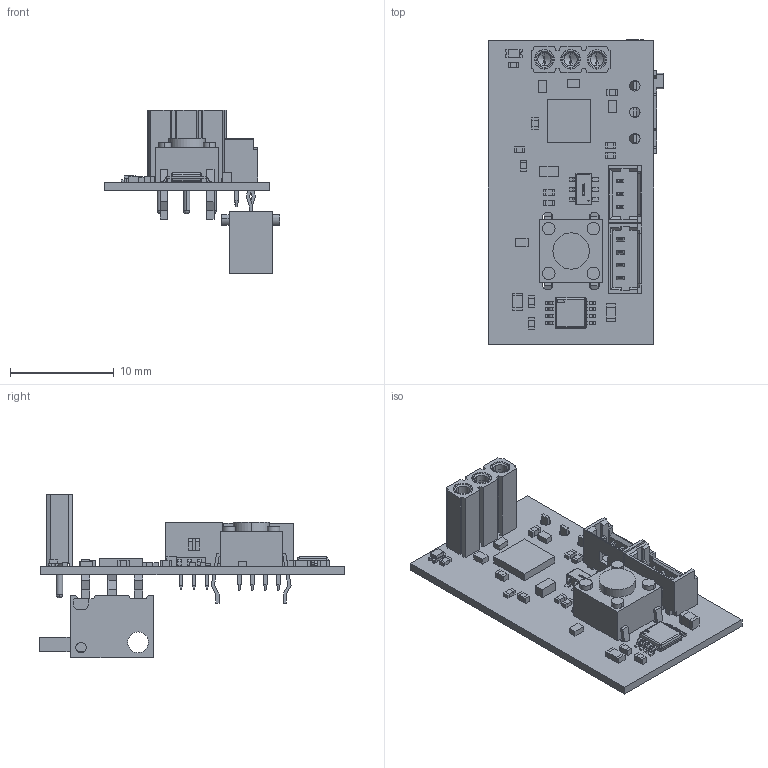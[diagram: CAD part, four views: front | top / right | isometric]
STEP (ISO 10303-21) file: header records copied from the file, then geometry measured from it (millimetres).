
FILE_DESCRIPTION(('Open CASCADE Model'),'2;1');
FILE_NAME('Open CASCADE Shape Model','2020-03-20T19:44:36',('Author'),( 'Open CASCADE'),'Open CASCADE STEP processor 6.8','Open CASCADE 6.8' ,'Unknown');
FILE_SCHEMA(('AUTOMOTIVE_DESIGN { 1 0 10303 214 1 1 1 1 }'));
Length unit declared in the file: millimetre
Products named in the file (80): PCB; Board; Open CASCADE STEP translator 6.8 1.1.1; R5; 6020078048; Extruded; 6020077648; F1; 6020077168; 6020076768; C1; 6020075488; 6020075008; D4; 6020076288; D3; D2; 6020076048; D5; LED1; WL-SMCW_0603_LED; housing; cover; base; Polarity_Mark; U1; 6020072688; D1; SOT475-SC74; R4; R1; R2; R3; J2; 530470310; Open CASCADE STEP translator 6.8 1.16.1.1; Open CASCADE STEP translator 6.8 1.16.1.2; J3; 530470410; Open CASCADE STEP translator 6.8 1.17.1.1 ...
Assembly tree (121 placements, depth 4):
  PCB
    Board
      Open CASCADE STEP translator 6.8 1.1.1
    R5
      6020078048  x2
        Extruded
      6020077648
        Extruded
    F1
      6020077168  x2
        Extruded
      6020076768
        Extruded
    C1
      6020075488  x2
        Extruded
      6020075008
        Extruded
    D4
      6020076288
        Extruded
    D3
      6020076288
        Extruded
    D2
      6020076048
        Extruded
    D5
      6020076048
        Extruded
    LED1
      WL-SMCW_0603_LED
        housing
        cover
        base  x2
        Polarity_Mark
    U1
      6020072688
        Extruded
    D1
      SOT475-SC74
    R4
      6020078048  x2
        Extruded
      6020077648
        Extruded
    R1
      6020078048  x2
        Extruded
      6020077648
        Extruded
    R2
      6020078048  x2
        Extruded
      6020077648
        Extruded
    R3
      6020078048  x2
        Extruded
      6020077648
Bounding box: 16.95 x 29.41 x 15.8 mm (x, y, z)
Volume: 894.7 mm3; surface area: 2656.7 mm2
Topology: 72 solids, 72 shells, 1306 faces, 3233 edges, 2133 vertices
Faces by surface type: plane 1047, cylinder 182, bspline 34, cone 24, sphere 19
Full cylindrical faces by diameter (mm): 0.5 x7, 0.9 x3, 1 x7
Entity records: 33471 total; most frequent: CARTESIAN_POINT 7354, ORIENTED_EDGE 4868, DIRECTION 4717, EDGE_CURVE 2434, LINE 2089, VECTOR 2089, VERTEX_POINT 1589, AXIS2_PLACEMENT_3D 1314
